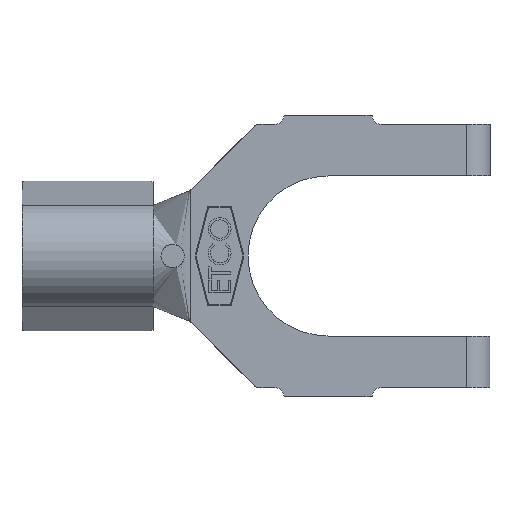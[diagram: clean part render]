
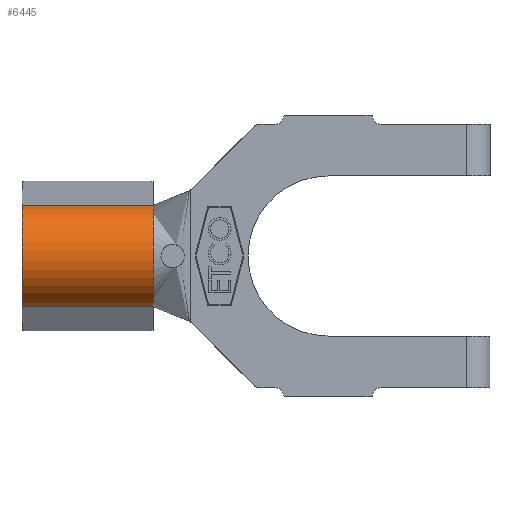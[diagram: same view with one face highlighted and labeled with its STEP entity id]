
A CAD part, front view. The second image highlights one B-rep face of the part: STEP entity #6445.
In plain terms, the highlighted cylindrical face has radius 1.422 mm (diameter 2.845 mm), a partial arc.
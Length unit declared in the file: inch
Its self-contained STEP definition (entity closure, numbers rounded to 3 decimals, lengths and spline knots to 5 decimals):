
#137 = DIRECTION ( 'NONE',  ( 0., 0., -1. ) ) ;
#248 = FACE_OUTER_BOUND ( 'NONE', #1740, .T. ) ;
#357 = ORIENTED_EDGE ( 'NONE', *, *, #3006, .F. ) ;
#438 = CARTESIAN_POINT ( 'NONE',  ( -0.327, 0.04149, -0.05409 ) ) ;
#643 = DIRECTION ( 'NONE',  ( 1., 0., 0. ) ) ;
#674 = DIRECTION ( 'NONE',  ( 1., 0., 0. ) ) ;
#857 = EDGE_CURVE ( 'NONE', #3841, #6371, #4472, .T. ) ;
#1385 = VECTOR ( 'NONE', #2416, 39.37008 ) ;
#1588 = VERTEX_POINT ( 'NONE', #2539 ) ;
#1651 = AXIS2_PLACEMENT_3D ( 'NONE', #2603, #4592, #137 ) ;
#1704 = VERTEX_POINT ( 'NONE', #3190 ) ;
#1730 = DIRECTION ( 'NONE',  ( 0., 0., -1. ) ) ;
#1740 = EDGE_LOOP ( 'NONE', ( #3593, #357, #3406, #4020 ) ) ;
#2020 = CIRCLE ( 'NONE', #4830, 0.056 ) ;
#2128 = CARTESIAN_POINT ( 'NONE',  ( -0.327, 0.04149, -0.05409 ) ) ;
#2227 = CYLINDRICAL_SURFACE ( 'NONE', #4778, 0.056 ) ;
#2283 = EDGE_CURVE ( 'NONE', #1588, #1704, #2020, .T. ) ;
#2416 = DIRECTION ( 'NONE',  ( 1., 0., 0. ) ) ;
#2539 = CARTESIAN_POINT ( 'NONE',  ( -0.187, 0.04149, 0.05409 ) ) ;
#2603 = CARTESIAN_POINT ( 'NONE',  ( -0.327, 0.056, 0. ) ) ;
#2651 = DIRECTION ( 'NONE',  ( 0., 0., -1. ) ) ;
#3006 = EDGE_CURVE ( 'NONE', #3841, #1588, #3118, .T. ) ;
#3118 = LINE ( 'NONE', #5102, #6287 ) ;
#3190 = CARTESIAN_POINT ( 'NONE',  ( -0.187, 0.04149, -0.05409 ) ) ;
#3406 = ORIENTED_EDGE ( 'NONE', *, *, #857, .T. ) ;
#3583 = CARTESIAN_POINT ( 'NONE',  ( -0.327, 0.04149, 0.05409 ) ) ;
#3593 = ORIENTED_EDGE ( 'NONE', *, *, #2283, .F. ) ;
#3841 = VERTEX_POINT ( 'NONE', #3583 ) ;
#4020 = ORIENTED_EDGE ( 'NONE', *, *, #4241, .T. ) ;
#4221 = CARTESIAN_POINT ( 'NONE',  ( -0.327, 0.056, 0. ) ) ;
#4241 = EDGE_CURVE ( 'NONE', #6371, #1704, #4894, .T. ) ;
#4472 = CIRCLE ( 'NONE', #1651, 0.056 ) ;
#4592 = DIRECTION ( 'NONE',  ( 1., 0., 0. ) ) ;
#4778 = AXIS2_PLACEMENT_3D ( 'NONE', #4221, #6212, #1730 ) ;
#4830 = AXIS2_PLACEMENT_3D ( 'NONE', #5131, #674, #2651 ) ;
#4894 = LINE ( 'NONE', #438, #1385 ) ;
#5102 = CARTESIAN_POINT ( 'NONE',  ( -0.327, 0.04149, 0.05409 ) ) ;
#5131 = CARTESIAN_POINT ( 'NONE',  ( -0.187, 0.056, 0. ) ) ;
#6212 = DIRECTION ( 'NONE',  ( 1., 0., 0. ) ) ;
#6287 = VECTOR ( 'NONE', #643, 39.37008 ) ;
#6371 = VERTEX_POINT ( 'NONE', #2128 ) ;
#6445 = ADVANCED_FACE ( 'NONE', ( #248 ), #2227, .T. ) ;
